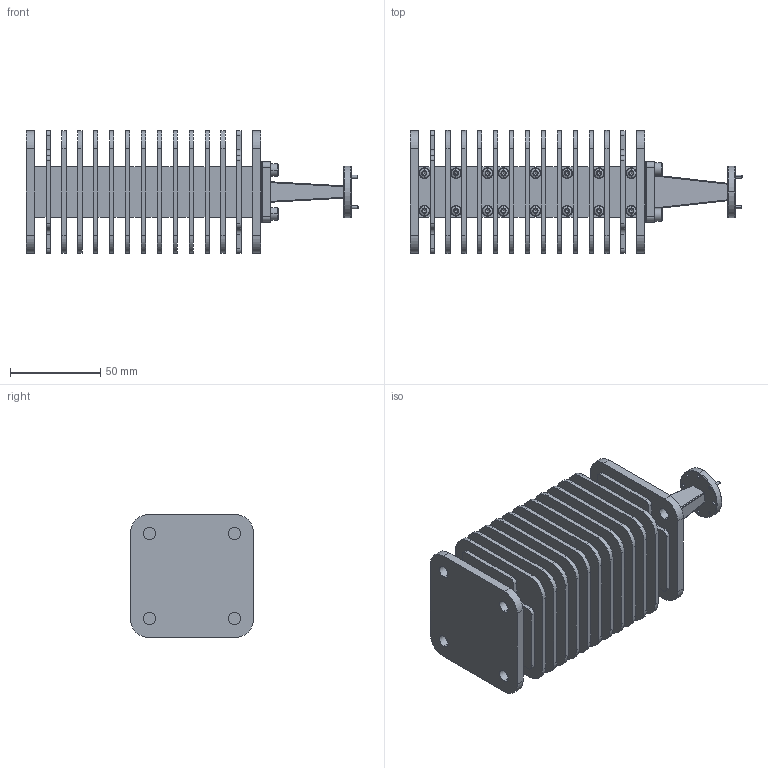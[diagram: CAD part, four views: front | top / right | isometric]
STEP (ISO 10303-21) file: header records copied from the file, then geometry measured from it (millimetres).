
FILE_DESCRIPTION (( 'STEP AP203' ), '1' );
FILE_NAME ('SWL-1954-S8.STEP', '2021-04-26T22:10:26', ( '' ), ( '' ), 'SwSTEP 2.0', 'SolidWorks 2021', '' );
FILE_SCHEMA (( 'CONFIG_CONTROL_DESIGN' ));
Length unit declared in the file: inch
Products named in the file (1): SWL-1954-S8
Bounding box: 183.75 x 68 x 68 mm (x, y, z)
Surface area: 146474.7 mm2 (no closed solid volume)
Topology: 0 solids, 55 shells, 1927 faces, 4956 edges, 3038 vertices
Faces by surface type: cylinder 788, plane 621, bspline 218, cone 188, torus 80, sphere 32
Entity records: 67455 total; most frequent: CARTESIAN_POINT 26407, ORIENTED_EDGE 9352, DIRECTION 6622, EDGE_CURVE 4868, VERTEX_POINT 3038, AXIS2_PLACEMENT_3D 2446, B_SPLINE_CURVE_WITH_KNOTS 2351, EDGE_LOOP 2076
